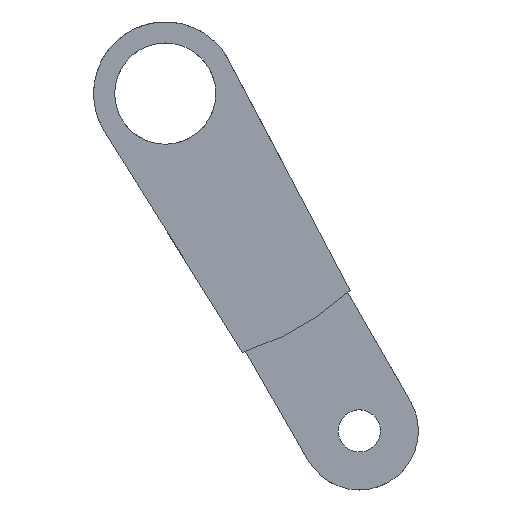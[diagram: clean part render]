
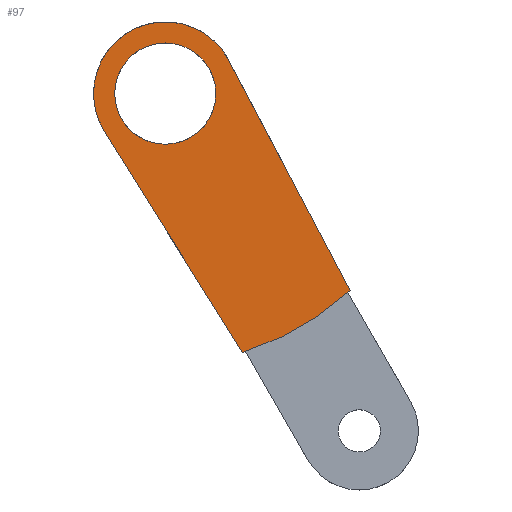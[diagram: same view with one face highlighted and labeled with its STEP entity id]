
A CAD part, top view. The second image highlights one B-rep face of the part: STEP entity #97.
In plain terms, the highlighted planar face has unit normal (0, 0, 1).
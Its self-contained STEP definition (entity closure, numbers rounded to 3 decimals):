
#5 = LINE ( 'NONE', #355, #162 ) ;
#10 = DIRECTION ( 'NONE',  ( -1., 0., 0. ) ) ;
#31 = ORIENTED_EDGE ( 'NONE', *, *, #630, .T. ) ;
#41 = EDGE_CURVE ( 'NONE', #328, #389, #176, .T. ) ;
#44 = CIRCLE ( 'NONE', #505, 6. ) ;
#55 = VERTEX_POINT ( 'NONE', #342 ) ;
#68 = DIRECTION ( 'NONE',  ( -1., 0., 0. ) ) ;
#97 = ADVANCED_FACE ( 'NONE', ( #491, #310 ), #195, .F. ) ;
#110 = ORIENTED_EDGE ( 'NONE', *, *, #41, .T. ) ;
#126 = CARTESIAN_POINT ( 'NONE',  ( -29., 40., -7. ) ) ;
#154 = DIRECTION ( 'NONE',  ( -1., 0., 0. ) ) ;
#162 = VECTOR ( 'NONE', #187, 1000. ) ;
#176 = CIRCLE ( 'NONE', #672, 6. ) ;
#178 = CARTESIAN_POINT ( 'NONE',  ( -13.504, 9.442, -7. ) ) ;
#187 = DIRECTION ( 'NONE',  ( -0.466, 0.885, 0. ) ) ;
#191 = EDGE_CURVE ( 'NONE', #638, #348, #5, .T. ) ;
#195 = PLANE ( 'NONE',  #528 ) ;
#205 = VERTEX_POINT ( 'NONE', #534 ) ;
#213 = CARTESIAN_POINT ( 'NONE',  ( -23., 40., -7. ) ) ;
#218 = CIRCLE ( 'NONE', #634, 32. ) ;
#224 = EDGE_CURVE ( 'NONE', #55, #348, #410, .T. ) ;
#225 = VERTEX_POINT ( 'NONE', #238 ) ;
#232 = DIRECTION ( 'NONE',  ( -1., 0., 0. ) ) ;
#238 = CARTESIAN_POINT ( 'NONE',  ( -13.865, 9.332, -7. ) ) ;
#240 = EDGE_CURVE ( 'NONE', #638, #205, #644, .T. ) ;
#245 = CIRCLE ( 'NONE', #308, 32. ) ;
#257 = DIRECTION ( 'NONE',  ( 0., 0., -1. ) ) ;
#288 = ORIENTED_EDGE ( 'NONE', *, *, #782, .F. ) ;
#302 = AXIS2_PLACEMENT_3D ( 'NONE', #542, #473, #68 ) ;
#308 = AXIS2_PLACEMENT_3D ( 'NONE', #716, #401, #232 ) ;
#309 = CARTESIAN_POINT ( 'NONE',  ( -15.482, 43.965, -7. ) ) ;
#310 = FACE_OUTER_BOUND ( 'NONE', #647, .T. ) ;
#328 = VERTEX_POINT ( 'NONE', #126 ) ;
#342 = CARTESIAN_POINT ( 'NONE',  ( -30.209, 35.497, -7. ) ) ;
#348 = VERTEX_POINT ( 'NONE', #309 ) ;
#350 = CARTESIAN_POINT ( 'NONE',  ( -5.781, -3.611, -7. ) ) ;
#355 = CARTESIAN_POINT ( 'NONE',  ( 6.029, 3.18, -7. ) ) ;
#389 = VERTEX_POINT ( 'NONE', #607 ) ;
#401 = DIRECTION ( 'NONE',  ( 0., 0., -1. ) ) ;
#410 = CIRCLE ( 'NONE', #468, 8.5 ) ;
#444 = CARTESIAN_POINT ( 'NONE',  ( -23., 40., -7. ) ) ;
#448 = DIRECTION ( 'NONE',  ( 0., 0., -1. ) ) ;
#455 = DIRECTION ( 'NONE',  ( -1., 0., 0. ) ) ;
#460 = DIRECTION ( 'NONE',  ( 0., 0., -1. ) ) ;
#468 = AXIS2_PLACEMENT_3D ( 'NONE', #670, #531, #668 ) ;
#473 = DIRECTION ( 'NONE',  ( 0., 0., -1. ) ) ;
#474 = EDGE_CURVE ( 'NONE', #205, #742, #218, .T. ) ;
#491 = FACE_BOUND ( 'NONE', #691, .T. ) ;
#500 = DIRECTION ( 'NONE',  ( 1., 0., 0. ) ) ;
#505 = AXIS2_PLACEMENT_3D ( 'NONE', #213, #448, #455 ) ;
#514 = CARTESIAN_POINT ( 'NONE',  ( -23., 40., -7. ) ) ;
#528 = AXIS2_PLACEMENT_3D ( 'NONE', #734, #614, #10 ) ;
#531 = DIRECTION ( 'NONE',  ( 0., 0., -1. ) ) ;
#534 = CARTESIAN_POINT ( 'NONE',  ( -1.367, 16.42, -7. ) ) ;
#542 = CARTESIAN_POINT ( 'NONE',  ( -23., 40., -7. ) ) ;
#565 = ORIENTED_EDGE ( 'NONE', *, *, #224, .F. ) ;
#582 = LINE ( 'NONE', #350, #748 ) ;
#587 = CARTESIAN_POINT ( 'NONE',  ( -1.09, 16.677, -7. ) ) ;
#607 = CARTESIAN_POINT ( 'NONE',  ( -17., 40., -7. ) ) ;
#614 = DIRECTION ( 'NONE',  ( 0., 0., -1. ) ) ;
#630 = EDGE_CURVE ( 'NONE', #389, #328, #44, .T. ) ;
#634 = AXIS2_PLACEMENT_3D ( 'NONE', #444, #257, #500 ) ;
#638 = VERTEX_POINT ( 'NONE', #587 ) ;
#644 = CIRCLE ( 'NONE', #302, 32. ) ;
#647 = EDGE_LOOP ( 'NONE', ( #767, #695, #649, #565, #288, #702 ) ) ;
#649 = ORIENTED_EDGE ( 'NONE', *, *, #191, .T. ) ;
#668 = DIRECTION ( 'NONE',  ( -1., 0., 0. ) ) ;
#670 = CARTESIAN_POINT ( 'NONE',  ( -23., 40., -7. ) ) ;
#672 = AXIS2_PLACEMENT_3D ( 'NONE', #514, #460, #154 ) ;
#691 = EDGE_LOOP ( 'NONE', ( #31, #110 ) ) ;
#695 = ORIENTED_EDGE ( 'NONE', *, *, #240, .F. ) ;
#702 = ORIENTED_EDGE ( 'NONE', *, *, #777, .F. ) ;
#716 = CARTESIAN_POINT ( 'NONE',  ( -23., 40., -7. ) ) ;
#734 = CARTESIAN_POINT ( 'NONE',  ( 0., 0., -7. ) ) ;
#742 = VERTEX_POINT ( 'NONE', #178 ) ;
#748 = VECTOR ( 'NONE', #766, 1000. ) ;
#766 = DIRECTION ( 'NONE',  ( -0.53, 0.848, 0. ) ) ;
#767 = ORIENTED_EDGE ( 'NONE', *, *, #474, .F. ) ;
#777 = EDGE_CURVE ( 'NONE', #742, #225, #245, .T. ) ;
#782 = EDGE_CURVE ( 'NONE', #225, #55, #582, .T. ) ;
